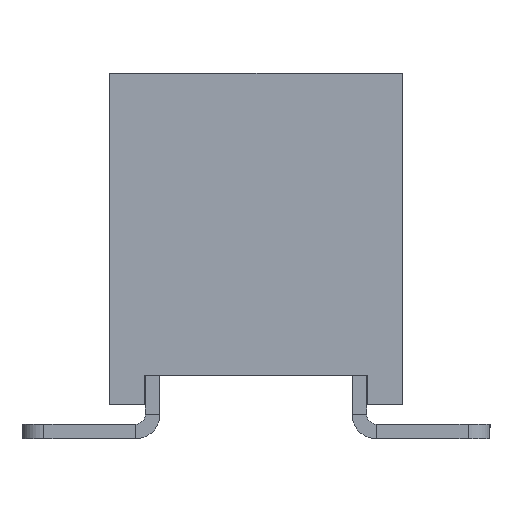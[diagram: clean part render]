
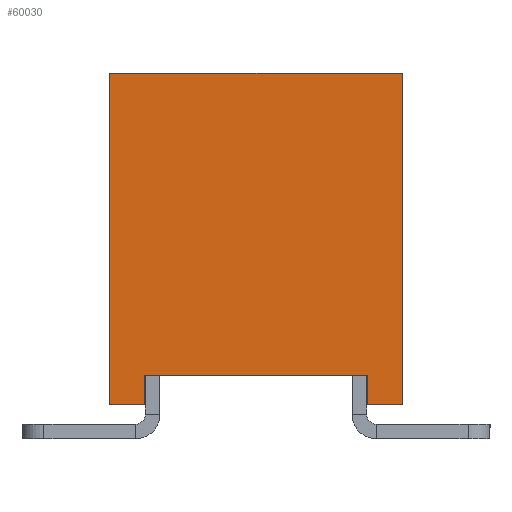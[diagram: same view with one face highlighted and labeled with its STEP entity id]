
A CAD part, left-side view. The second image highlights one B-rep face of the part: STEP entity #60030.
In plain terms, the highlighted planar face has unit normal (-1, 0, 0).
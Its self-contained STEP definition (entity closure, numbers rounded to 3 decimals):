
#581 = VERTEX_POINT ( 'NONE', #76121 ) ;
#1398 = CARTESIAN_POINT ( 'NONE',  ( -12.24, 1.14, 0. ) ) ;
#1480 = EDGE_CURVE ( 'NONE', #35875, #87167, #16526, .T. ) ;
#2540 = ORIENTED_EDGE ( 'NONE', *, *, #40369, .T. ) ;
#3277 = DIRECTION ( 'NONE',  ( 0., 0., -1. ) ) ;
#3543 = VERTEX_POINT ( 'NONE', #74172 ) ;
#4756 = LINE ( 'NONE', #32325, #73950 ) ;
#7906 = ORIENTED_EDGE ( 'NONE', *, *, #39818, .F. ) ;
#8886 = VECTOR ( 'NONE', #56598, 1000. ) ;
#9197 = CARTESIAN_POINT ( 'NONE',  ( -12.24, -1.5, 0. ) ) ;
#10936 = CARTESIAN_POINT ( 'NONE',  ( -12.24, 1.5, 0. ) ) ;
#11491 = DIRECTION ( 'NONE',  ( 0., 0., -1. ) ) ;
#16526 = LINE ( 'NONE', #77170, #31893 ) ;
#17274 = CARTESIAN_POINT ( 'NONE',  ( -12.24, -1.14, 0. ) ) ;
#17958 = ORIENTED_EDGE ( 'NONE', *, *, #62708, .F. ) ;
#24499 = DIRECTION ( 'NONE',  ( 1., 0., 0. ) ) ;
#28515 = LINE ( 'NONE', #1398, #8886 ) ;
#28929 = EDGE_CURVE ( 'NONE', #47970, #57499, #37511, .T. ) ;
#29938 = LINE ( 'NONE', #9197, #66844 ) ;
#30829 = ORIENTED_EDGE ( 'NONE', *, *, #1480, .T. ) ;
#31437 = CARTESIAN_POINT ( 'NONE',  ( -12.24, 1.14, 0. ) ) ;
#31725 = FACE_OUTER_BOUND ( 'NONE', #86617, .T. ) ;
#31893 = VECTOR ( 'NONE', #36431, 1000. ) ;
#32325 = CARTESIAN_POINT ( 'NONE',  ( -12.24, 1.5, 3.4 ) ) ;
#32865 = VECTOR ( 'NONE', #84672, 1000. ) ;
#32876 = VECTOR ( 'NONE', #65130, 1000. ) ;
#33701 = AXIS2_PLACEMENT_3D ( 'NONE', #72498, #24499, #3277 ) ;
#34021 = CARTESIAN_POINT ( 'NONE',  ( -12.24, -1.5, 3.4 ) ) ;
#35791 = ORIENTED_EDGE ( 'NONE', *, *, #89460, .F. ) ;
#35875 = VERTEX_POINT ( 'NONE', #63897 ) ;
#36431 = DIRECTION ( 'NONE',  ( 0., -1., 0. ) ) ;
#36809 = EDGE_CURVE ( 'NONE', #57499, #87167, #60772, .T. ) ;
#37511 = LINE ( 'NONE', #57900, #32876 ) ;
#39818 = EDGE_CURVE ( 'NONE', #3543, #68805, #28515, .T. ) ;
#40369 = EDGE_CURVE ( 'NONE', #47970, #58983, #4756, .T. ) ;
#42647 = DIRECTION ( 'NONE',  ( 0., -1., 0. ) ) ;
#45727 = DIRECTION ( 'NONE',  ( 0., 0., 1. ) ) ;
#47529 = ORIENTED_EDGE ( 'NONE', *, *, #36809, .F. ) ;
#47970 = VERTEX_POINT ( 'NONE', #62685 ) ;
#49568 = ORIENTED_EDGE ( 'NONE', *, *, #28929, .F. ) ;
#55805 = DIRECTION ( 'NONE',  ( 0., 0., -1. ) ) ;
#56598 = DIRECTION ( 'NONE',  ( 0., 0., -1. ) ) ;
#57047 = LINE ( 'NONE', #79202, #32865 ) ;
#57499 = VERTEX_POINT ( 'NONE', #34021 ) ;
#57900 = CARTESIAN_POINT ( 'NONE',  ( -12.24, -1.5, 3.4 ) ) ;
#58983 = VERTEX_POINT ( 'NONE', #10936 ) ;
#60030 = ADVANCED_FACE ( 'NONE', ( #31725 ), #71187, .F. ) ;
#60772 = LINE ( 'NONE', #79376, #66632 ) ;
#62685 = CARTESIAN_POINT ( 'NONE',  ( -12.24, 1.5, 3.4 ) ) ;
#62708 = EDGE_CURVE ( 'NONE', #581, #3543, #57047, .T. ) ;
#63897 = CARTESIAN_POINT ( 'NONE',  ( -12.24, -1.14, 0. ) ) ;
#65130 = DIRECTION ( 'NONE',  ( 0., -1., 0. ) ) ;
#66632 = VECTOR ( 'NONE', #11491, 1000. ) ;
#66844 = VECTOR ( 'NONE', #42647, 1000. ) ;
#68805 = VERTEX_POINT ( 'NONE', #31437 ) ;
#71187 = PLANE ( 'NONE',  #33701 ) ;
#71354 = ORIENTED_EDGE ( 'NONE', *, *, #89221, .T. ) ;
#72498 = CARTESIAN_POINT ( 'NONE',  ( -12.24, -1.5, 3.4 ) ) ;
#73950 = VECTOR ( 'NONE', #55805, 1000. ) ;
#74172 = CARTESIAN_POINT ( 'NONE',  ( -12.24, 1.14, 0.3 ) ) ;
#76121 = CARTESIAN_POINT ( 'NONE',  ( -12.24, -1.14, 0.3 ) ) ;
#77060 = VECTOR ( 'NONE', #45727, 1000. ) ;
#77170 = CARTESIAN_POINT ( 'NONE',  ( -12.24, -1.5, 0. ) ) ;
#79202 = CARTESIAN_POINT ( 'NONE',  ( -12.24, 1.14, 0.3 ) ) ;
#79271 = LINE ( 'NONE', #17274, #77060 ) ;
#79376 = CARTESIAN_POINT ( 'NONE',  ( -12.24, -1.5, 3.4 ) ) ;
#83813 = CARTESIAN_POINT ( 'NONE',  ( -12.24, -1.5, 0. ) ) ;
#84672 = DIRECTION ( 'NONE',  ( 0., 1., 0. ) ) ;
#86617 = EDGE_LOOP ( 'NONE', ( #71354, #7906, #17958, #35791, #30829, #47529, #49568, #2540 ) ) ;
#87167 = VERTEX_POINT ( 'NONE', #83813 ) ;
#89221 = EDGE_CURVE ( 'NONE', #58983, #68805, #29938, .T. ) ;
#89460 = EDGE_CURVE ( 'NONE', #35875, #581, #79271, .T. ) ;
